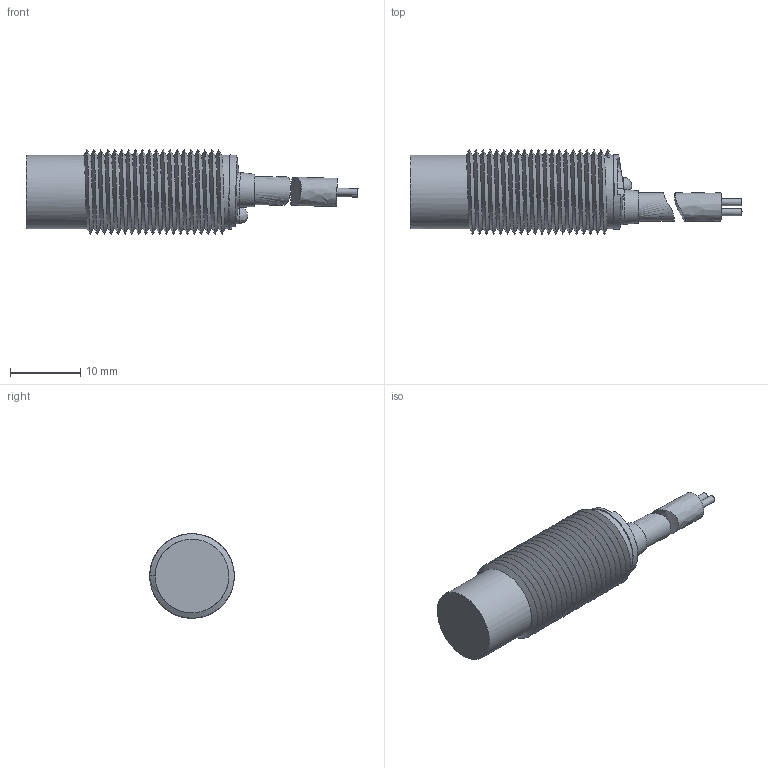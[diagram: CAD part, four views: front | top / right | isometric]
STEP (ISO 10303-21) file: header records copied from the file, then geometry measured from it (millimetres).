
FILE_DESCRIPTION( ('This file contains a STEP AP42 implementation' ,'as created by ZW3D STEP Interface translator.') ,'2;1' );
FILE_NAME( 'ECS2-1208X-X2SX.stp' ,'20 523.103233', (''), ('ZWCAD Software Co.'), 'Version 1.0', 'ZW3D to STEP translator', '' );
FILE_SCHEMA(('AUTOMOTIVE_DESIGN'));
Length unit declared in the file: millimetre
Products named in the file (2): 0; ECS2-1208X-X2SX
Bounding box: 47.4 x 12.06 x 12.06 mm (x, y, z)
Volume: 3020.7 mm3; surface area: 2254.6 mm2
Topology: 3 solids, 3 shells, 60 faces, 144 edges, 93 vertices
Faces by surface type: bspline 60
Entity records: 3051 total; most frequent: CARTESIAN_POINT 2155, ORIENTED_EDGE 286, EDGE_CURVE 143, VERTEX_POINT 93, B_SPLINE_CURVE_WITH_KNOTS 67, EDGE_LOOP 64, FACE_OUTER_BOUND 60, ADVANCED_FACE 60
